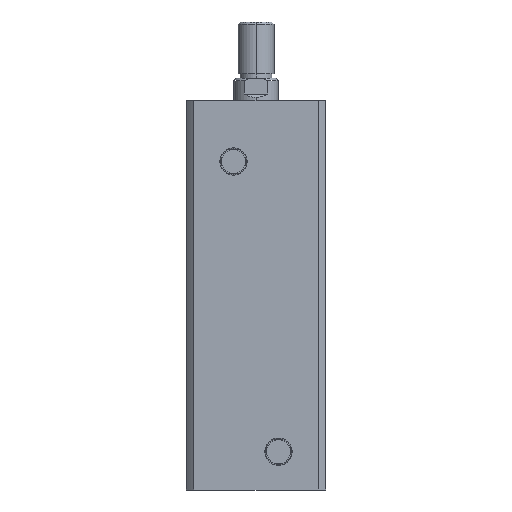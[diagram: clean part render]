
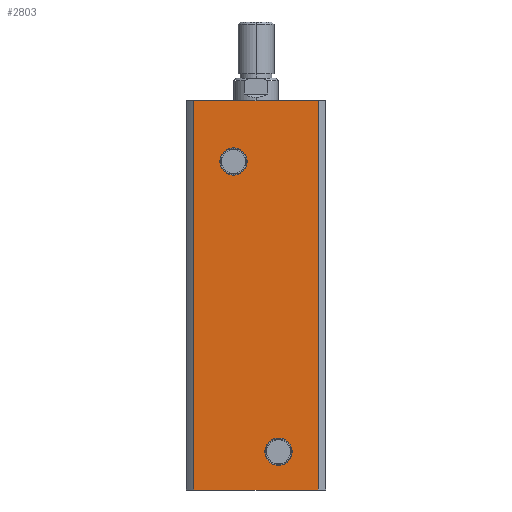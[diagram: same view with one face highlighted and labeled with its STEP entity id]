
A CAD part, left-side view. The second image highlights one B-rep face of the part: STEP entity #2803.
In plain terms, the highlighted planar face has unit normal (-1, 0, 0).
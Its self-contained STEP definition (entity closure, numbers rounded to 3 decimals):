
#67 = EDGE_CURVE ( 'NONE', #222, #242, #397, .T. ) ;
#75 = EDGE_CURVE ( 'NONE', #2670, #2652, #409, .T. ) ;
#141 = EDGE_CURVE ( 'NONE', #242, #222, #506, .T. ) ;
#142 = EDGE_CURVE ( 'NONE', #2652, #2670, #507, .T. ) ;
#143 = EDGE_CURVE ( 'NONE', #234, #209, #508, .T. ) ;
#144 = EDGE_CURVE ( 'NONE', #235, #209, #497, .T. ) ;
#145 = EDGE_CURVE ( 'NONE', #207, #235, #509, .T. ) ;
#146 = EDGE_CURVE ( 'NONE', #207, #234, #511, .T. ) ;
#207 = VERTEX_POINT ( 'NONE', #1363 ) ;
#209 = VERTEX_POINT ( 'NONE', #1364 ) ;
#222 = VERTEX_POINT ( 'NONE', #1376 ) ;
#234 = VERTEX_POINT ( 'NONE', #1388 ) ;
#235 = VERTEX_POINT ( 'NONE', #1389 ) ;
#242 = VERTEX_POINT ( 'NONE', #1396 ) ;
#397 = CIRCLE ( 'NONE', #1792, 6.06 ) ;
#409 = CIRCLE ( 'NONE', #1796, 6.06 ) ;
#497 = LINE ( 'NONE', #1234, #512 ) ;
#506 = CIRCLE ( 'NONE', #1833, 6.06 ) ;
#507 = CIRCLE ( 'NONE', #1834, 6.06 ) ;
#508 = LINE ( 'NONE', #1228, #510 ) ;
#509 = LINE ( 'NONE', #1233, #514 ) ;
#510 = VECTOR ( 'NONE', #1229, 1000. ) ;
#511 = LINE ( 'NONE', #1238, #516 ) ;
#512 = VECTOR ( 'NONE', #1239, 1000. ) ;
#514 = VECTOR ( 'NONE', #1241, 1000. ) ;
#516 = VECTOR ( 'NONE', #1243, 1000. ) ;
#1004 = FACE_BOUND ( 'NONE', #2430, .T. ) ;
#1005 = FACE_OUTER_BOUND ( 'NONE', #2447, .T. ) ;
#1007 = FACE_BOUND ( 'NONE', #2444, .T. ) ;
#1228 = CARTESIAN_POINT ( 'NONE',  ( -31., 0., 0. ) ) ;
#1229 = DIRECTION ( 'NONE',  ( 0., -1., 0. ) ) ;
#1230 = CARTESIAN_POINT ( 'NONE',  ( -31., 10., 146. ) ) ;
#1231 = DIRECTION ( 'NONE',  ( -1., 0., 0. ) ) ;
#1232 = DIRECTION ( 'NONE',  ( 0., 0., 1. ) ) ;
#1233 = CARTESIAN_POINT ( 'NONE',  ( -31., 0., 173. ) ) ;
#1234 = CARTESIAN_POINT ( 'NONE',  ( -31., -27.591, 173. ) ) ;
#1235 = CARTESIAN_POINT ( 'NONE',  ( -31., -10., 17. ) ) ;
#1236 = DIRECTION ( 'NONE',  ( -1., 0., 0. ) ) ;
#1237 = DIRECTION ( 'NONE',  ( 0., 0., 1. ) ) ;
#1238 = CARTESIAN_POINT ( 'NONE',  ( -31., 27.591, 173. ) ) ;
#1239 = DIRECTION ( 'NONE',  ( 0., 0., -1. ) ) ;
#1241 = DIRECTION ( 'NONE',  ( 0., -1., 0. ) ) ;
#1243 = DIRECTION ( 'NONE',  ( 0., 0., -1. ) ) ;
#1363 = CARTESIAN_POINT ( 'NONE',  ( -31., 27.591, 173. ) ) ;
#1364 = CARTESIAN_POINT ( 'NONE',  ( -31., -27.591, 0. ) ) ;
#1376 = CARTESIAN_POINT ( 'NONE',  ( -31., 10., 139.94 ) ) ;
#1388 = CARTESIAN_POINT ( 'NONE',  ( -31., 27.591, 0. ) ) ;
#1389 = CARTESIAN_POINT ( 'NONE',  ( -31., -27.591, 173. ) ) ;
#1396 = CARTESIAN_POINT ( 'NONE',  ( -31., 10., 152.06 ) ) ;
#1792 = AXIS2_PLACEMENT_3D ( 'NONE', #3000, #3001, #3002 ) ;
#1796 = AXIS2_PLACEMENT_3D ( 'NONE', #3020, #3021, #3022 ) ;
#1833 = AXIS2_PLACEMENT_3D ( 'NONE', #1230, #1231, #1232 ) ;
#1834 = AXIS2_PLACEMENT_3D ( 'NONE', #1235, #1236, #1237 ) ;
#1972 = AXIS2_PLACEMENT_3D ( 'NONE', #3622, #3616, #3626 ) ;
#2430 = EDGE_LOOP ( 'NONE', ( #3175, #3180 ) ) ;
#2444 = EDGE_LOOP ( 'NONE', ( #3799, #3797 ) ) ;
#2447 = EDGE_LOOP ( 'NONE', ( #3798, #3791, #3790, #3789 ) ) ;
#2652 = VERTEX_POINT ( 'NONE', #3222 ) ;
#2670 = VERTEX_POINT ( 'NONE', #3240 ) ;
#2803 = ADVANCED_FACE ( 'NONE', ( #1004, #1007, #1005 ), #3624, .F. ) ;
#3000 = CARTESIAN_POINT ( 'NONE',  ( -31., 10., 146. ) ) ;
#3001 = DIRECTION ( 'NONE',  ( -1., 0., 0. ) ) ;
#3002 = DIRECTION ( 'NONE',  ( 0., 0., 1. ) ) ;
#3020 = CARTESIAN_POINT ( 'NONE',  ( -31., -10., 17. ) ) ;
#3021 = DIRECTION ( 'NONE',  ( -1., 0., 0. ) ) ;
#3022 = DIRECTION ( 'NONE',  ( 0., 0., 1. ) ) ;
#3175 = ORIENTED_EDGE ( 'NONE', *, *, #141, .F. ) ;
#3180 = ORIENTED_EDGE ( 'NONE', *, *, #67, .F. ) ;
#3222 = CARTESIAN_POINT ( 'NONE',  ( -31., -10., 23.06 ) ) ;
#3240 = CARTESIAN_POINT ( 'NONE',  ( -31., -10., 10.94 ) ) ;
#3616 = DIRECTION ( 'NONE',  ( 1., 0., 0. ) ) ;
#3622 = CARTESIAN_POINT ( 'NONE',  ( -31., 0., 173. ) ) ;
#3624 = PLANE ( 'NONE',  #1972 ) ;
#3626 = DIRECTION ( 'NONE',  ( 0., 0., -1. ) ) ;
#3789 = ORIENTED_EDGE ( 'NONE', *, *, #146, .T. ) ;
#3790 = ORIENTED_EDGE ( 'NONE', *, *, #145, .F. ) ;
#3791 = ORIENTED_EDGE ( 'NONE', *, *, #144, .F. ) ;
#3797 = ORIENTED_EDGE ( 'NONE', *, *, #75, .F. ) ;
#3798 = ORIENTED_EDGE ( 'NONE', *, *, #143, .T. ) ;
#3799 = ORIENTED_EDGE ( 'NONE', *, *, #142, .F. ) ;
